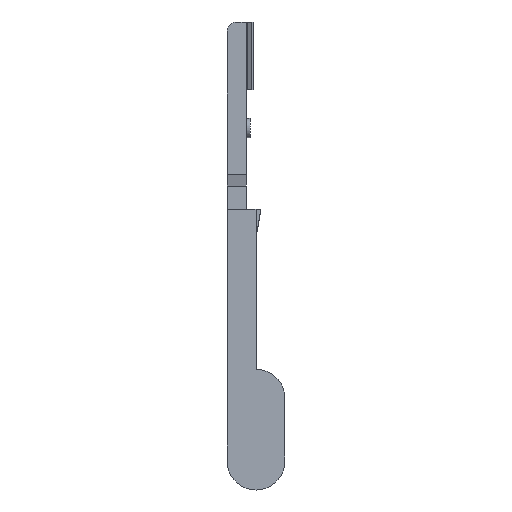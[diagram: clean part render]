
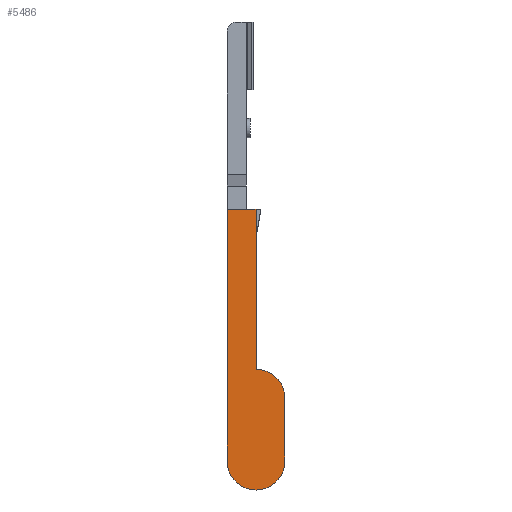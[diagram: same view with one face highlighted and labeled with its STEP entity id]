
A CAD part, left-side view. The second image highlights one B-rep face of the part: STEP entity #5486.
In plain terms, the highlighted planar face has unit normal (-1, 0, 0).
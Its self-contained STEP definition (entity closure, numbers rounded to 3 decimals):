
#4933=AXIS2_PLACEMENT_3D('Circle Axis2P3D',#4931,#4932,$) ;
#5392=AXIS2_PLACEMENT_3D('Circle Axis2P3D',#5390,#5391,$) ;
#5462=AXIS2_PLACEMENT_3D('Circle Axis2P3D',#5460,#5461,$) ;
#5475=AXIS2_PLACEMENT_3D('Plane Axis2P3D',#5472,#5473,#5474) ;
#901=CARTESIAN_POINT('Vertex',(0.,6.,29.1)) ;
#904=CARTESIAN_POINT('Line Origine',(0.,4.5,29.1)) ;
#908=CARTESIAN_POINT('Vertex',(0.,3.,29.1)) ;
#1229=CARTESIAN_POINT('Line Origine',(0.,3.,20.8)) ;
#1233=CARTESIAN_POINT('Vertex',(0.,3.,12.5)) ;
#4931=CARTESIAN_POINT('Axis2P3D Location',(0.,3.,3.)) ;
#4935=CARTESIAN_POINT('Vertex',(0.,0.,3.)) ;
#4937=CARTESIAN_POINT('Vertex',(0.,3.,0.)) ;
#5013=CARTESIAN_POINT('Vertex',(0.,6.,3.)) ;
#5016=CARTESIAN_POINT('Line Origine',(0.,6.,16.05)) ;
#5390=CARTESIAN_POINT('Axis2P3D Location',(0.,3.,3.)) ;
#5440=CARTESIAN_POINT('Vertex',(0.,0.,9.5)) ;
#5443=CARTESIAN_POINT('Line Origine',(0.,0.,6.25)) ;
#5460=CARTESIAN_POINT('Axis2P3D Location',(0.,3.,9.5)) ;
#5472=CARTESIAN_POINT('Axis2P3D Location',(0.,6.,48.5)) ;
#905=DIRECTION('Vector Direction',(0.,-1.,0.)) ;
#1230=DIRECTION('Vector Direction',(0.,0.,-1.)) ;
#4932=DIRECTION('Axis2P3D Direction',(-1.,0.,0.)) ;
#5017=DIRECTION('Vector Direction',(0.,0.,-1.)) ;
#5391=DIRECTION('Axis2P3D Direction',(-1.,0.,0.)) ;
#5444=DIRECTION('Vector Direction',(0.,0.,-1.)) ;
#5461=DIRECTION('Axis2P3D Direction',(1.,0.,0.)) ;
#5473=DIRECTION('Axis2P3D Direction',(-1.,0.,0.)) ;
#5474=DIRECTION('Axis2P3D XDirection',(0.,0.,-1.)) ;
#906=VECTOR('Line Direction',#905,1.) ;
#1231=VECTOR('Line Direction',#1230,1.) ;
#5018=VECTOR('Line Direction',#5017,1.) ;
#5445=VECTOR('Line Direction',#5444,1.) ;
#5478=ORIENTED_EDGE('',*,*,#5447,.T.) ;
#5479=ORIENTED_EDGE('',*,*,#5464,.F.) ;
#5480=ORIENTED_EDGE('',*,*,#1235,.F.) ;
#5481=ORIENTED_EDGE('',*,*,#910,.F.) ;
#5482=ORIENTED_EDGE('',*,*,#5020,.F.) ;
#5483=ORIENTED_EDGE('',*,*,#5394,.F.) ;
#5484=ORIENTED_EDGE('',*,*,#4939,.F.) ;
#5486=ADVANCED_FACE('Hauptkoerper',(#5485),#5476,.T.) ;
#4934=CIRCLE('generated circle',#4933,3.) ;
#5393=CIRCLE('generated circle',#5392,3.) ;
#5463=CIRCLE('generated circle',#5462,3.) ;
#910=EDGE_CURVE('',#902,#909,#907,.T.) ;
#1235=EDGE_CURVE('',#909,#1234,#1232,.T.) ;
#4939=EDGE_CURVE('',#4936,#4938,#4934,.F.) ;
#5020=EDGE_CURVE('',#5014,#902,#5019,.F.) ;
#5394=EDGE_CURVE('',#4938,#5014,#5393,.F.) ;
#5447=EDGE_CURVE('',#4936,#5441,#5446,.F.) ;
#5464=EDGE_CURVE('',#1234,#5441,#5463,.T.) ;
#5477=EDGE_LOOP('',(#5478,#5479,#5480,#5481,#5482,#5483,#5484)) ;
#5485=FACE_OUTER_BOUND('',#5477,.T.) ;
#907=LINE('Line',#904,#906) ;
#1232=LINE('Line',#1229,#1231) ;
#5019=LINE('Line',#5016,#5018) ;
#5446=LINE('Line',#5443,#5445) ;
#5476=PLANE('',#5475) ;
#902=VERTEX_POINT('',#901) ;
#909=VERTEX_POINT('',#908) ;
#1234=VERTEX_POINT('',#1233) ;
#4936=VERTEX_POINT('',#4935) ;
#4938=VERTEX_POINT('',#4937) ;
#5014=VERTEX_POINT('',#5013) ;
#5441=VERTEX_POINT('',#5440) ;
